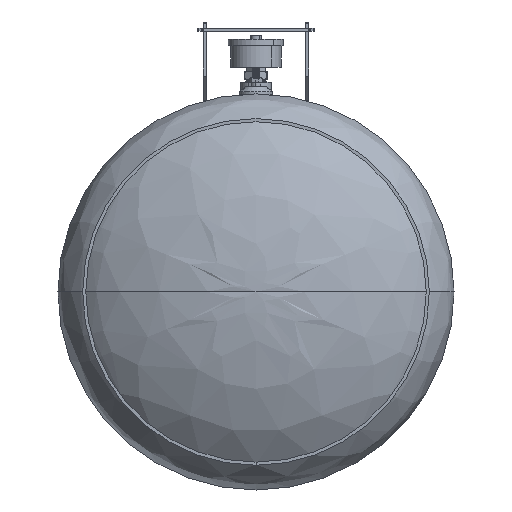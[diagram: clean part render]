
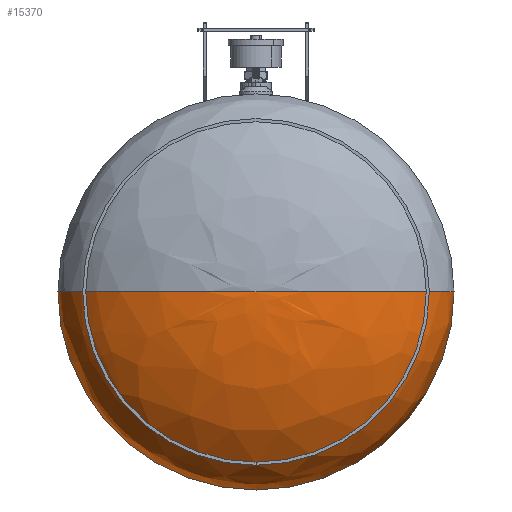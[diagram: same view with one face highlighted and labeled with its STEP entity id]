
A CAD part, front view. The second image highlights one B-rep face of the part: STEP entity #15370.
In plain terms, the highlighted free-form (B-spline) face has degree [3, 3] with [4, 4] control points.
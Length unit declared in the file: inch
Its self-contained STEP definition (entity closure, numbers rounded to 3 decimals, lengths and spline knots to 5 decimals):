
#327 = CARTESIAN_POINT ( 'NONE',  ( 8., 0.5125, 16. ) ) ;
#2636 = CARTESIAN_POINT ( 'NONE',  ( 0., 4.562, 0. ) ) ;
#3570 = DIRECTION ( 'NONE',  ( 0., 0., -1. ) ) ;
#3846 = CARTESIAN_POINT ( 'NONE',  ( -8., 0.5125, 16. ) ) ;
#3888 =( BOUNDED_CURVE ( )  B_SPLINE_CURVE ( 3, ( #33541, #27903, #37283, #24611 ),
 .UNSPECIFIED., .F., .T. ) 
 B_SPLINE_CURVE_WITH_KNOTS ( ( 4, 4 ),
 ( 1.5708, 3.14159 ),
 .UNSPECIFIED. ) 
 CURVE ( )  GEOMETRIC_REPRESENTATION_ITEM ( )  RATIONAL_B_SPLINE_CURVE ( ( 1., 0.805, 0.805, 1. ) ) 
 REPRESENTATION_ITEM ( '' )  );
#3890 = VERTEX_POINT ( 'NONE', #6630 ) ;
#5222 =( BOUNDED_SURFACE ( )  B_SPLINE_SURFACE ( 3, 3, ( 
 ( #24672, #2636, #21318, #8451 ),
 ( #21114, #5749, #18003, #11951 ),
 ( #18210, #27565, #30899, #27768 ),
 ( #15299, #327, #3846, #6563 ) ),
 .UNSPECIFIED., .F., .F., .T. ) 
 B_SPLINE_SURFACE_WITH_KNOTS ( ( 4, 4 ),
 ( 4, 4 ),
 ( 0., 1. ),
 ( 0., 1. ),
 .UNSPECIFIED. ) 
 GEOMETRIC_REPRESENTATION_ITEM ( )  RATIONAL_B_SPLINE_SURFACE ( (
 ( 1., 0.333, 0.333, 1.),
 ( 0.805, 0.268, 0.268, 0.805),
 ( 0.805, 0.268, 0.268, 0.805),
 ( 1., 0.333, 0.333, 1.) ) ) 
 REPRESENTATION_ITEM ( '' )  SURFACE ( )  );
#5749 = CARTESIAN_POINT ( 'NONE',  ( 4.68629, 4.562, 9.37258 ) ) ;
#6322 = CIRCLE ( 'NONE', #27552, 8. ) ;
#6545 = DIRECTION ( 'NONE',  ( 0., 0., -1. ) ) ;
#6563 = CARTESIAN_POINT ( 'NONE',  ( -8., 0.5125, 0. ) ) ;
#6630 = CARTESIAN_POINT ( 'NONE',  ( 0., 4.562, 0. ) ) ;
#6705 = DIRECTION ( 'NONE',  ( 0., -1., 0. ) ) ;
#7178 = CARTESIAN_POINT ( 'NONE',  ( 8., 0.5125, 0. ) ) ;
#7378 = VERTEX_POINT ( 'NONE', #34248 ) ;
#8261 = VERTEX_POINT ( 'NONE', #30809 ) ;
#8451 = CARTESIAN_POINT ( 'NONE',  ( 0., 4.562, 0. ) ) ;
#9443 = CARTESIAN_POINT ( 'NONE',  ( 0., 0.5125, 0. ) ) ;
#10113 = ORIENTED_EDGE ( 'NONE', *, *, #28533, .F. ) ;
#11351 = ORIENTED_EDGE ( 'NONE', *, *, #12251, .T. ) ;
#11951 = CARTESIAN_POINT ( 'NONE',  ( -4.68629, 4.562, 0. ) ) ;
#12251 = EDGE_CURVE ( 'NONE', #3890, #8261, #3888, .T. ) ;
#12254 = CIRCLE ( 'NONE', #30185, 8. ) ;
#15299 = CARTESIAN_POINT ( 'NONE',  ( 8., 0.5125, 0. ) ) ;
#15370 = ADVANCED_FACE ( 'NONE', ( #30691 ), #5222, .F. ) ;
#18003 = CARTESIAN_POINT ( 'NONE',  ( -4.68629, 4.562, 9.37258 ) ) ;
#18210 = CARTESIAN_POINT ( 'NONE',  ( 8., 2.88464, 0. ) ) ;
#20908 = ORIENTED_EDGE ( 'NONE', *, *, #34777, .F. ) ;
#21114 = CARTESIAN_POINT ( 'NONE',  ( 4.68629, 4.562, 0. ) ) ;
#21318 = CARTESIAN_POINT ( 'NONE',  ( 0., 4.562, 0. ) ) ;
#21737 = CARTESIAN_POINT ( 'NONE',  ( 4.68629, 4.562, 0. ) ) ;
#23068 =( BOUNDED_CURVE ( )  B_SPLINE_CURVE ( 3, ( #40479, #21737, #34443, #7178 ),
 .UNSPECIFIED., .F., .T. ) 
 B_SPLINE_CURVE_WITH_KNOTS ( ( 4, 4 ),
 ( 1.5708, 3.14159 ),
 .UNSPECIFIED. ) 
 CURVE ( )  GEOMETRIC_REPRESENTATION_ITEM ( )  RATIONAL_B_SPLINE_CURVE ( ( 1., 0.805, 0.805, 1. ) ) 
 REPRESENTATION_ITEM ( '' )  );
#24611 = CARTESIAN_POINT ( 'NONE',  ( -8., 0.5125, 0. ) ) ;
#24672 = CARTESIAN_POINT ( 'NONE',  ( 0., 4.562, 0. ) ) ;
#27552 = AXIS2_PLACEMENT_3D ( 'NONE', #40818, #6705, #3570 ) ;
#27565 = CARTESIAN_POINT ( 'NONE',  ( 8., 2.88464, 16. ) ) ;
#27768 = CARTESIAN_POINT ( 'NONE',  ( -8., 2.88464, 0. ) ) ;
#27903 = CARTESIAN_POINT ( 'NONE',  ( -4.68629, 4.562, 0. ) ) ;
#28068 = VERTEX_POINT ( 'NONE', #40460 ) ;
#28171 = EDGE_CURVE ( 'NONE', #28068, #8261, #12254, .T. ) ;
#28533 = EDGE_CURVE ( 'NONE', #7378, #28068, #6322, .T. ) ;
#28841 = ORIENTED_EDGE ( 'NONE', *, *, #28171, .F. ) ;
#30185 = AXIS2_PLACEMENT_3D ( 'NONE', #9443, #38139, #6545 ) ;
#30691 = FACE_OUTER_BOUND ( 'NONE', #33150, .T. ) ;
#30809 = CARTESIAN_POINT ( 'NONE',  ( -8., 0.5125, 0. ) ) ;
#30899 = CARTESIAN_POINT ( 'NONE',  ( -8., 2.88464, 16. ) ) ;
#33150 = EDGE_LOOP ( 'NONE', ( #20908, #11351, #28841, #10113 ) ) ;
#33541 = CARTESIAN_POINT ( 'NONE',  ( 0., 4.562, 0. ) ) ;
#34248 = CARTESIAN_POINT ( 'NONE',  ( 8., 0.5125, 0. ) ) ;
#34443 = CARTESIAN_POINT ( 'NONE',  ( 8., 2.88464, 0. ) ) ;
#34777 = EDGE_CURVE ( 'NONE', #3890, #7378, #23068, .T. ) ;
#37283 = CARTESIAN_POINT ( 'NONE',  ( -8., 2.88464, 0. ) ) ;
#38139 = DIRECTION ( 'NONE',  ( 0., -1., 0. ) ) ;
#40460 = CARTESIAN_POINT ( 'NONE',  ( 0., 0.5125, 8. ) ) ;
#40479 = CARTESIAN_POINT ( 'NONE',  ( 0., 4.562, 0. ) ) ;
#40818 = CARTESIAN_POINT ( 'NONE',  ( 0., 0.5125, 0. ) ) ;
